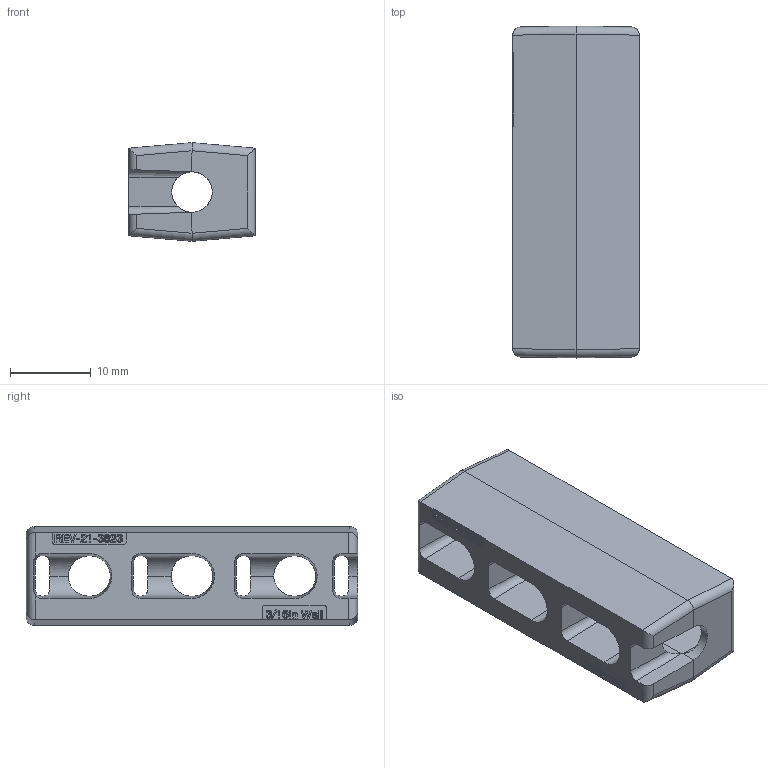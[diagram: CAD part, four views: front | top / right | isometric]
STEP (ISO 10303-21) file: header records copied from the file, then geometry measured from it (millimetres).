
FILE_DESCRIPTION (( 'STEP AP203' ), '1' );
FILE_NAME ('REV-21-3623.STEP', '2024-12-12T22:21:05', ( '' ), ( '' ), 'SwSTEP 2.0', 'SolidWorks 2022', '' );
FILE_SCHEMA (( 'CONFIG_CONTROL_DESIGN' ));
Length unit declared in the file: inch
Products named in the file (1): REV-21-3623
Bounding box: 15.62 x 41.02 x 12.19 mm (x, y, z)
Volume: 4631.1 mm3; surface area: 3518.4 mm2
Topology: 1 solids, 1 shells, 359 faces, 1005 edges, 664 vertices
Faces by surface type: plane 197, bspline 106, cylinder 34, cone 22
Entity records: 16812 total; most frequent: CARTESIAN_POINT 8423, ORIENTED_EDGE 2010, DIRECTION 1227, EDGE_CURVE 1005, VERTEX_POINT 664, LINE 659, VECTOR 659, EDGE_LOOP 389
